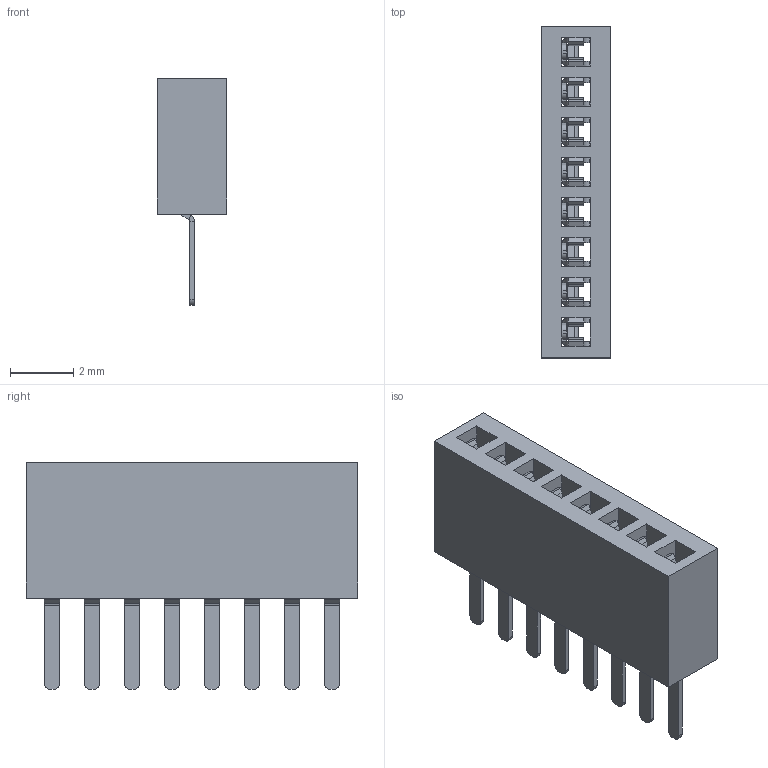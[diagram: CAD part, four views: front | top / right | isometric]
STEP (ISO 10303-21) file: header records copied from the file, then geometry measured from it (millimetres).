
FILE_DESCRIPTION(('FreeCAD Model'),'2;1');
FILE_NAME('socket1x14.step','2016-10-26T12:50:07',('Author'),(''), 'Open CASCADE STEP processor 6.8','FreeCAD','Unknown');
FILE_SCHEMA(('AUTOMOTIVE_DESIGN_CC2 { 1 2 10303 214 -1 1 5 4 }'));
Length unit declared in the file: millimetre
Products named in the file (2): ASSEMBLY; socket1x14
Assembly tree (1 placements, depth 2):
  ASSEMBLY
    socket1x14
Bounding box: 2.2 x 10.53 x 7.2 mm (x, y, z)
Volume: 81.9 mm3; surface area: 434.4 mm2
Topology: 9 solids, 9 shells, 694 faces, 1708 edges, 1032 vertices
Faces by surface type: plane 486, cylinder 208
Entity records: 48929 total; most frequent: CARTESIAN_POINT 10500, DIRECTION 6100, LINE 3732, VECTOR 3732, ORIENTED_EDGE 3416, PCURVE 3416, DEFINITIONAL_REPRESENTATION 3416, EDGE_CURVE 1708
